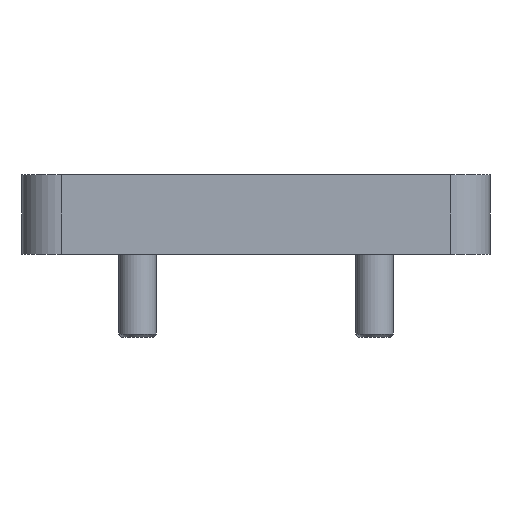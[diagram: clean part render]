
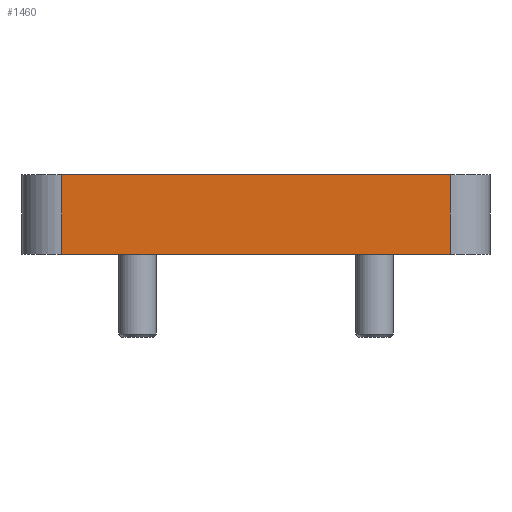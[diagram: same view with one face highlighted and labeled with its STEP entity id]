
A CAD part, left-side view. The second image highlights one B-rep face of the part: STEP entity #1460.
In plain terms, the highlighted face is planar.
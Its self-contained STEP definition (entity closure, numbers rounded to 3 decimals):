
#6 = VERTEX_POINT ( 'NONE', #216 ) ;
#31 = CARTESIAN_POINT ( 'NONE',  ( 62.5, -31.15, 12.7 ) ) ;
#84 = VERTEX_POINT ( 'NONE', #1134 ) ;
#176 = CARTESIAN_POINT ( 'NONE',  ( 62.5, 31.15, 12.7 ) ) ;
#216 = CARTESIAN_POINT ( 'NONE',  ( 62.5, 31.15, 12.7 ) ) ;
#229 = EDGE_CURVE ( 'NONE', #704, #6, #1422, .T. ) ;
#280 = PLANE ( 'NONE',  #408 ) ;
#408 = AXIS2_PLACEMENT_3D ( 'NONE', #176, #606, #435 ) ;
#435 = DIRECTION ( 'NONE',  ( 0., 0., 1. ) ) ;
#474 = EDGE_CURVE ( 'NONE', #704, #962, #1356, .T. ) ;
#476 = DIRECTION ( 'NONE',  ( 0., 0., -1. ) ) ;
#606 = DIRECTION ( 'NONE',  ( -1., 0., 0. ) ) ;
#639 = VECTOR ( 'NONE', #890, 1000. ) ;
#704 = VERTEX_POINT ( 'NONE', #31 ) ;
#800 = ORIENTED_EDGE ( 'NONE', *, *, #1329, .F. ) ;
#890 = DIRECTION ( 'NONE',  ( 0., 1., 0. ) ) ;
#910 = LINE ( 'NONE', #1436, #1657 ) ;
#948 = EDGE_CURVE ( 'NONE', #962, #84, #1462, .T. ) ;
#962 = VERTEX_POINT ( 'NONE', #989 ) ;
#986 = VECTOR ( 'NONE', #1216, 1000. ) ;
#989 = CARTESIAN_POINT ( 'NONE',  ( 62.5, -31.15, 0. ) ) ;
#1000 = EDGE_LOOP ( 'NONE', ( #1540, #800, #1241, #1576 ) ) ;
#1134 = CARTESIAN_POINT ( 'NONE',  ( 62.5, 31.15, 0. ) ) ;
#1216 = DIRECTION ( 'NONE',  ( 0., 0., -1. ) ) ;
#1241 = ORIENTED_EDGE ( 'NONE', *, *, #229, .F. ) ;
#1309 = CARTESIAN_POINT ( 'NONE',  ( 62.5, 31.15, 0. ) ) ;
#1328 = DIRECTION ( 'NONE',  ( 0., 1., 0. ) ) ;
#1329 = EDGE_CURVE ( 'NONE', #6, #84, #910, .T. ) ;
#1356 = LINE ( 'NONE', #1635, #986 ) ;
#1406 = VECTOR ( 'NONE', #1328, 1000. ) ;
#1422 = LINE ( 'NONE', #1663, #639 ) ;
#1436 = CARTESIAN_POINT ( 'NONE',  ( 62.5, 31.15, 12.7 ) ) ;
#1460 = ADVANCED_FACE ( 'NONE', ( #1629 ), #280, .F. ) ;
#1462 = LINE ( 'NONE', #1309, #1406 ) ;
#1540 = ORIENTED_EDGE ( 'NONE', *, *, #948, .T. ) ;
#1576 = ORIENTED_EDGE ( 'NONE', *, *, #474, .T. ) ;
#1629 = FACE_OUTER_BOUND ( 'NONE', #1000, .T. ) ;
#1635 = CARTESIAN_POINT ( 'NONE',  ( 62.5, -31.15, 12.7 ) ) ;
#1657 = VECTOR ( 'NONE', #476, 1000. ) ;
#1663 = CARTESIAN_POINT ( 'NONE',  ( 62.5, 31.15, 12.7 ) ) ;
